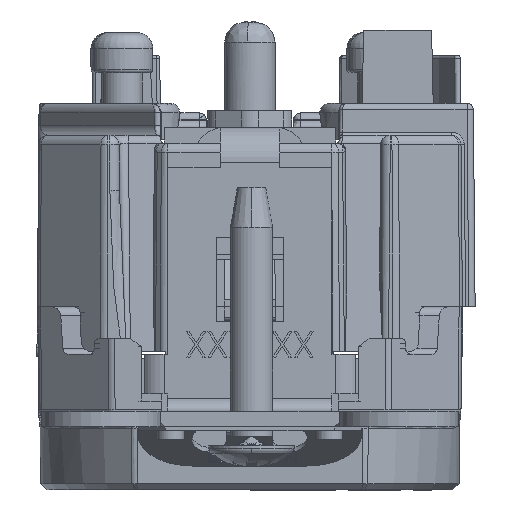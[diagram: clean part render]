
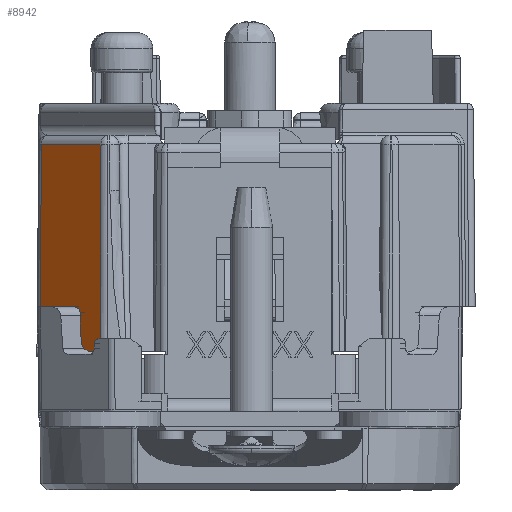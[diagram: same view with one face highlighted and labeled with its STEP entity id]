
A CAD part, front view. The second image highlights one B-rep face of the part: STEP entity #8942.
In plain terms, the highlighted planar face has unit normal (-0.707, -0.707, 0.009).
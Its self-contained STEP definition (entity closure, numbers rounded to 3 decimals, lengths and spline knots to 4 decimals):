
#1542 = CARTESIAN_POINT ( 'NONE',  ( -0.6599, -1.0986, -0.161 ) ) ;
#1619 =( BOUNDED_CURVE ( )  B_SPLINE_CURVE ( 3, ( #31935, #53435, #9364, #10747 ),
 .UNSPECIFIED., .F., .F. ) 
 B_SPLINE_CURVE_WITH_KNOTS ( ( 4, 4 ),
 ( 1.5831, 3.1016 ),
 .UNSPECIFIED. ) 
 CURVE ( )  GEOMETRIC_REPRESENTATION_ITEM ( )  RATIONAL_B_SPLINE_CURVE ( ( 1., 0.817, 0.817, 1. ) ) 
 REPRESENTATION_ITEM ( '' )  );
#1771 = CARTESIAN_POINT ( 'NONE',  ( -0.5306, -1.2293, -0.2726 ) ) ;
#3393 = VERTEX_POINT ( 'NONE', #1542 ) ;
#4548 = CARTESIAN_POINT ( 'NONE',  ( -0.1287, -1.6232, 0.379 ) ) ;
#5739 = VERTEX_POINT ( 'NONE', #17802 ) ;
#6210 = CARTESIAN_POINT ( 'NONE',  ( -0.5178, -1.2424, -0.301 ) ) ;
#7639 = ORIENTED_EDGE ( 'NONE', *, *, #26437, .T. ) ;
#8638 = LINE ( 'NONE', #67914, #66578 ) ;
#8942 = ADVANCED_FACE ( 'NONE', ( #52862 ), #47923, .T. ) ;
#9364 = CARTESIAN_POINT ( 'NONE',  ( -0.5347, -1.2239, -0.1687 ) ) ;
#9373 = VERTEX_POINT ( 'NONE', #44548 ) ;
#9819 = EDGE_CURVE ( 'NONE', #52938, #5739, #48636, .T. ) ;
#10747 = CARTESIAN_POINT ( 'NONE',  ( -0.5343, -1.2245, -0.18 ) ) ;
#13171 = EDGE_CURVE ( 'NONE', #9373, #3393, #32439, .T. ) ;
#14466 = ORIENTED_EDGE ( 'NONE', *, *, #41278, .T. ) ;
#16195 = DIRECTION ( 'NONE',  ( 0.004, 0.009, 1. ) ) ;
#17129 = EDGE_CURVE ( 'NONE', #32896, #52938, #25250, .T. ) ;
#17144 = EDGE_LOOP ( 'NONE', ( #49255, #61661, #22742, #32178, #7639, #18489, #14466, #38316 ) ) ;
#17802 = CARTESIAN_POINT ( 'NONE',  ( -0.4683, -1.2839, 0.3493 ) ) ;
#18489 = ORIENTED_EDGE ( 'NONE', *, *, #13171, .T. ) ;
#20776 = DIRECTION ( 'NONE',  ( -0.707, -0.707, 0.009 ) ) ;
#21022 = LINE ( 'NONE', #41508, #24586 ) ;
#22742 = ORIENTED_EDGE ( 'NONE', *, *, #17129, .T. ) ;
#24586 = VECTOR ( 'NONE', #57739, 39.3701 ) ;
#25250 = LINE ( 'NONE', #25581, #38315 ) ;
#25581 = CARTESIAN_POINT ( 'NONE',  ( -0.4223, -1.3379, -0.301 ) ) ;
#26084 = DIRECTION ( 'NONE',  ( 0.707, -0.707, 0. ) ) ;
#26340 = VERTEX_POINT ( 'NONE', #61216 ) ;
#26437 = EDGE_CURVE ( 'NONE', #5739, #9373, #30496, .T. ) ;
#29679 =( BOUNDED_CURVE ( )  B_SPLINE_CURVE ( 3, ( #59461, #32667, #6210, #54868 ),
 .UNSPECIFIED., .F., .F. ) 
 B_SPLINE_CURVE_WITH_KNOTS ( ( 4, 4 ),
 ( 3.1816, 4.7 ),
 .UNSPECIFIED. ) 
 CURVE ( )  GEOMETRIC_REPRESENTATION_ITEM ( )  RATIONAL_B_SPLINE_CURVE ( ( 1., 0.817, 0.817, 1. ) ) 
 REPRESENTATION_ITEM ( '' )  );
#30496 = LINE ( 'NONE', #47748, #31669 ) ;
#31055 = CARTESIAN_POINT ( 'NONE',  ( -0.6599, -1.0986, -0.161 ) ) ;
#31669 = VECTOR ( 'NONE', #57984, 39.3701 ) ;
#31771 = DIRECTION ( 'NONE',  ( -0.009, -0.004, -1. ) ) ;
#31775 = VECTOR ( 'NONE', #31771, 39.3701 ) ;
#31935 = CARTESIAN_POINT ( 'NONE',  ( -0.554, -1.2045, -0.161 ) ) ;
#32178 = ORIENTED_EDGE ( 'NONE', *, *, #9819, .T. ) ;
#32439 = LINE ( 'NONE', #31055, #31775 ) ;
#32667 = CARTESIAN_POINT ( 'NONE',  ( -0.5299, -1.2302, -0.2894 ) ) ;
#32896 = VERTEX_POINT ( 'NONE', #66840 ) ;
#34109 = VERTEX_POINT ( 'NONE', #35795 ) ;
#35795 = CARTESIAN_POINT ( 'NONE',  ( -0.554, -1.2045, -0.161 ) ) ;
#38315 = VECTOR ( 'NONE', #62990, 39.3701 ) ;
#38316 = ORIENTED_EDGE ( 'NONE', *, *, #67259, .T. ) ;
#41278 = EDGE_CURVE ( 'NONE', #3393, #34109, #21022, .T. ) ;
#41508 = CARTESIAN_POINT ( 'NONE',  ( -0.9056, -0.853, -0.161 ) ) ;
#43388 = EDGE_CURVE ( 'NONE', #59251, #32896, #29679, .T. ) ;
#44548 = CARTESIAN_POINT ( 'NONE',  ( -0.6555, -1.0967, 0.3493 ) ) ;
#47748 = CARTESIAN_POINT ( 'NONE',  ( -0.6554, -1.0968, 0.3493 ) ) ;
#47923 = PLANE ( 'NONE',  #53067 ) ;
#48636 = LINE ( 'NONE', #64543, #55964 ) ;
#49255 = ORIENTED_EDGE ( 'NONE', *, *, #61696, .F. ) ;
#51652 = DIRECTION ( 'NONE',  ( -0.04, 0.052, 0.998 ) ) ;
#52862 = FACE_OUTER_BOUND ( 'NONE', #17144, .T. ) ;
#52938 = VERTEX_POINT ( 'NONE', #64537 ) ;
#53067 = AXIS2_PLACEMENT_3D ( 'NONE', #4548, #20776, #26084 ) ;
#53435 = CARTESIAN_POINT ( 'NONE',  ( -0.5428, -1.2157, -0.161 ) ) ;
#54868 = CARTESIAN_POINT ( 'NONE',  ( -0.501, -1.2593, -0.301 ) ) ;
#55964 = VECTOR ( 'NONE', #16195, 39.3701 ) ;
#57739 = DIRECTION ( 'NONE',  ( 0.707, -0.707, 0. ) ) ;
#57984 = DIRECTION ( 'NONE',  ( -0.707, 0.707, 0. ) ) ;
#59251 = VERTEX_POINT ( 'NONE', #1771 ) ;
#59461 = CARTESIAN_POINT ( 'NONE',  ( -0.5306, -1.2293, -0.2726 ) ) ;
#61216 = CARTESIAN_POINT ( 'NONE',  ( -0.5343, -1.2245, -0.18 ) ) ;
#61661 = ORIENTED_EDGE ( 'NONE', *, *, #43388, .T. ) ;
#61696 = EDGE_CURVE ( 'NONE', #59251, #26340, #8638, .T. ) ;
#62990 = DIRECTION ( 'NONE',  ( 0.707, -0.707, 0. ) ) ;
#64537 = CARTESIAN_POINT ( 'NONE',  ( -0.4707, -1.2896, -0.301 ) ) ;
#64543 = CARTESIAN_POINT ( 'NONE',  ( -0.4682, -1.2836, 0.379 ) ) ;
#66578 = VECTOR ( 'NONE', #51652, 39.3701 ) ;
#66840 = CARTESIAN_POINT ( 'NONE',  ( -0.501, -1.2593, -0.301 ) ) ;
#67259 = EDGE_CURVE ( 'NONE', #34109, #26340, #1619, .T. ) ;
#67914 = CARTESIAN_POINT ( 'NONE',  ( -0.5551, -1.1972, 0.3396 ) ) ;
